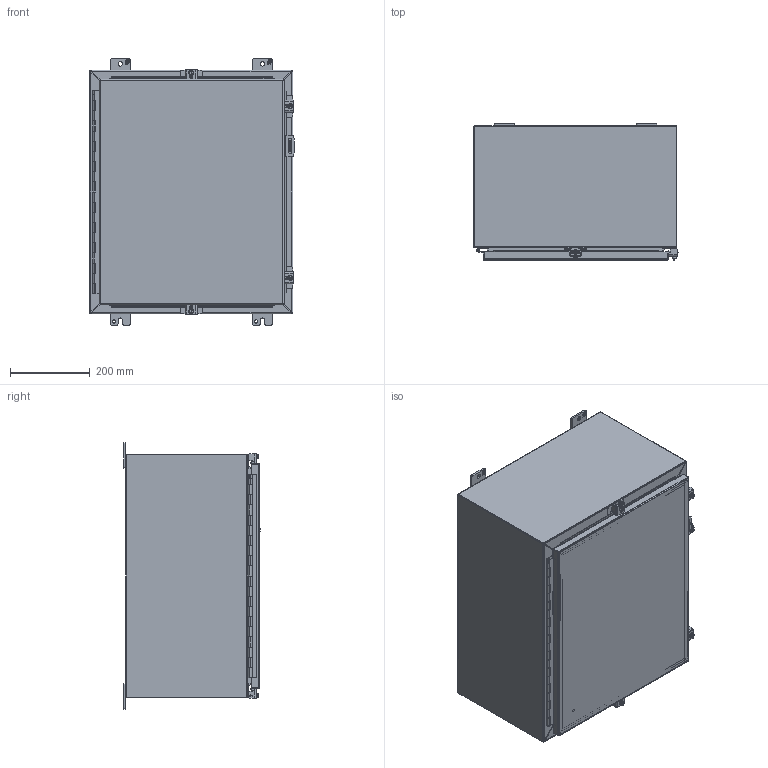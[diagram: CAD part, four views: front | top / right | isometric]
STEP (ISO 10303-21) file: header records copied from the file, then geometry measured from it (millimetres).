
FILE_DESCRIPTION (( 'STEP AP203' ), '1' );
FILE_NAME ('1418N4E12_Default.step', '2019-10-31T22:16:35', ( 'ADC123' ), ( 'Microsoft' ), 'SwSTEP 2.0', 'SolidWorks 2019', '' );
FILE_SCHEMA (( 'CONFIG_CONTROL_DESIGN' ));
Products named in the file (1): 1418N4E12_Default
Bounding box: 511.2 x 341.3 x 666.75 mm (x, y, z)
Volume: 3456250 mm3; surface area: 3597694.8 mm2
Topology: 41 solids, 42 shells, 1407 faces, 3673 edges, 2386 vertices
Faces by surface type: plane 837, cylinder 477, bspline 74, cone 19
Entity records: 45530 total; most frequent: CARTESIAN_POINT 10614, ORIENTED_EDGE 7338, DIRECTION 7113, EDGE_CURVE 3669, VECTOR 2527, LINE 2527, VERTEX_POINT 2386, AXIS2_PLACEMENT_3D 2293
